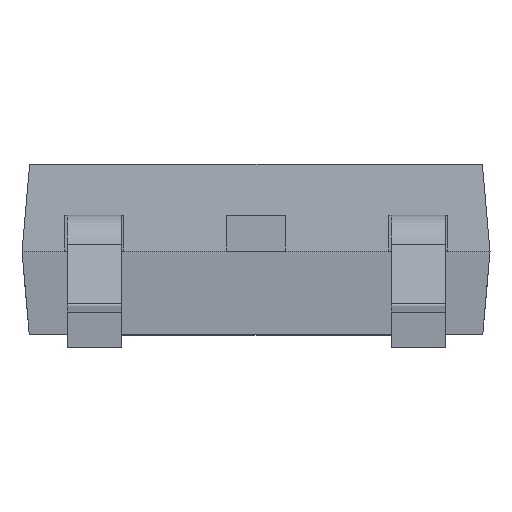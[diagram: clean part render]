
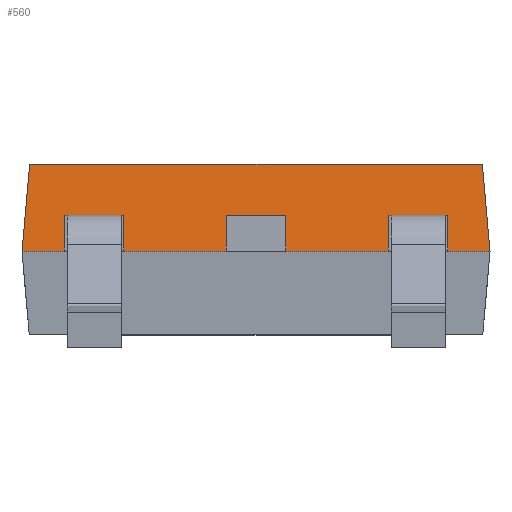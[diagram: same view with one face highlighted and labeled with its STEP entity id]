
A CAD part, top view. The second image highlights one B-rep face of the part: STEP entity #560.
In plain terms, the highlighted planar face has unit normal (0, 0.087, 0.996).
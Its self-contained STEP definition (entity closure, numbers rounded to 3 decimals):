
#166 = LINE ( 'NONE', #3204, #955 ) ;
#267 = VERTEX_POINT ( 'NONE', #3431 ) ;
#332 = CARTESIAN_POINT ( 'NONE',  ( -3.302, 1.17, 2.096 ) ) ;
#335 = EDGE_CURVE ( 'NONE', #1990, #2144, #3616, .T. ) ;
#533 = EDGE_CURVE ( 'NONE', #1990, #267, #3636, .T. ) ;
#560 = ADVANCED_FACE ( 'NONE', ( #1859 ), #1843, .F. ) ;
#636 = CARTESIAN_POINT ( 'NONE',  ( -3.194, 2.4, 1.988 ) ) ;
#913 = VECTOR ( 'NONE', #3529, 1000. ) ;
#955 = VECTOR ( 'NONE', #3142, 1000. ) ;
#989 = CARTESIAN_POINT ( 'NONE',  ( -3.302, 1.17, 2.096 ) ) ;
#1099 = EDGE_CURVE ( 'NONE', #1968, #267, #166, .T. ) ;
#1422 = CARTESIAN_POINT ( 'NONE',  ( -3.302, 1.17, 2.096 ) ) ;
#1514 = EDGE_CURVE ( 'NONE', #2144, #1968, #2405, .T. ) ;
#1599 = CARTESIAN_POINT ( 'NONE',  ( -3.302, 2.4, 1.988 ) ) ;
#1843 = PLANE ( 'NONE',  #3665 ) ;
#1844 = VECTOR ( 'NONE', #2725, 1000. ) ;
#1859 = FACE_OUTER_BOUND ( 'NONE', #3811, .T. ) ;
#1932 = ORIENTED_EDGE ( 'NONE', *, *, #335, .T. ) ;
#1968 = VERTEX_POINT ( 'NONE', #2172 ) ;
#1990 = VERTEX_POINT ( 'NONE', #636 ) ;
#2063 = ORIENTED_EDGE ( 'NONE', *, *, #1099, .T. ) ;
#2083 = VECTOR ( 'NONE', #3351, 1000. ) ;
#2144 = VERTEX_POINT ( 'NONE', #2252 ) ;
#2172 = CARTESIAN_POINT ( 'NONE',  ( 3.302, 1.17, 2.096 ) ) ;
#2252 = CARTESIAN_POINT ( 'NONE',  ( -3.302, 1.17, 2.096 ) ) ;
#2405 = LINE ( 'NONE', #332, #1844 ) ;
#2445 = DIRECTION ( 'NONE',  ( 0., -0.087, -0.996 ) ) ;
#2562 = ORIENTED_EDGE ( 'NONE', *, *, #1514, .T. ) ;
#2725 = DIRECTION ( 'NONE',  ( 1., 0., 0. ) ) ;
#2727 = DIRECTION ( 'NONE',  ( 0., 0.996, -0.087 ) ) ;
#3017 = ORIENTED_EDGE ( 'NONE', *, *, #533, .F. ) ;
#3142 = DIRECTION ( 'NONE',  ( -0.087, 0.992, -0.087 ) ) ;
#3204 = CARTESIAN_POINT ( 'NONE',  ( 3.252, 1.739, 2.046 ) ) ;
#3351 = DIRECTION ( 'NONE',  ( 1., 0., 0. ) ) ;
#3431 = CARTESIAN_POINT ( 'NONE',  ( 3.194, 2.4, 1.988 ) ) ;
#3529 = DIRECTION ( 'NONE',  ( -0.087, -0.992, 0.087 ) ) ;
#3616 = LINE ( 'NONE', #1422, #913 ) ;
#3636 = LINE ( 'NONE', #1599, #2083 ) ;
#3665 = AXIS2_PLACEMENT_3D ( 'NONE', #989, #2445, #2727 ) ;
#3811 = EDGE_LOOP ( 'NONE', ( #3017, #1932, #2562, #2063 ) ) ;
